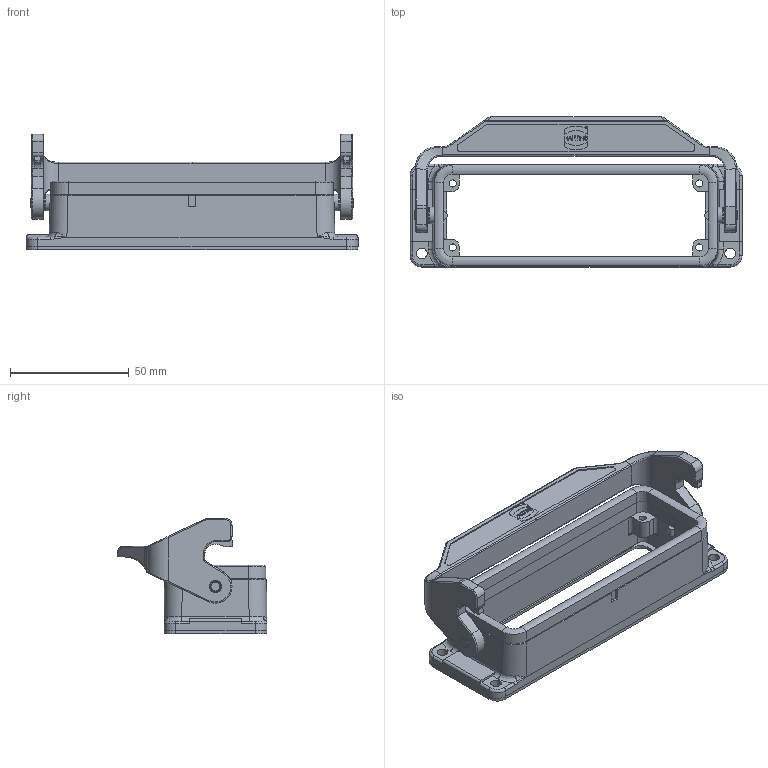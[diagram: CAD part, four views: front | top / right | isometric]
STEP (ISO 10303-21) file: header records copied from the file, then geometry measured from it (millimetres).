
FILE_DESCRIPTION(/* description */ (''),/* implementation_level */ '2;1');
FILE_NAME(/* name */ '100094889ugm000_d.stp',/* time_stamp */ '2017-11-03T16:29:26+01:00',/* author */ (''),/* organization */ (''),/* preprocessor_version */ 'ST-DEVELOPER v16',/* originating_system */ 'SIEMENS PLM Software NX 10.0',/* authorisation */ '');
FILE_SCHEMA (('AUTOMOTIVE_DESIGN { 1 0 10303 214 3 1 1 1 }'));
Length unit declared in the file: millimetre
Products named in the file (1): 100094889ugm000_d
Bounding box: 140.01 x 63.21 x 48.7 mm (x, y, z)
Volume: 56460.7 mm3; surface area: 35790.6 mm2
Topology: 2 solids, 2 shells, 613 faces, 2097 edges, 1997 vertices
Faces by surface type: plane 320, cylinder 179, bspline 88, torus 14, cone 10, sphere 2
Full cylindrical faces by diameter (mm): 0.95 x1, 1.05 x1, 3 x4, 4 x2, 4.5 x4, 4.8 x2, 5.1 x2, 7 x2
Entity records: 27620 total; most frequent: CARTESIAN_POINT 7182, DIRECTION 3083, ORIENTED_EDGE 3060, EDGE_CURVE 1530, LINE 1061, VECTOR 1061, AXIS2_PLACEMENT_3D 1011, VERTEX_POINT 970
